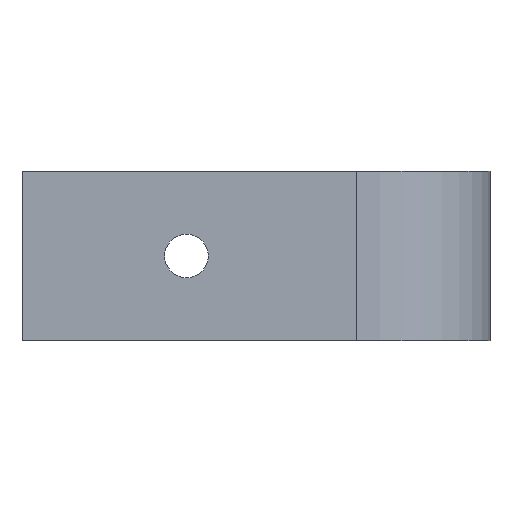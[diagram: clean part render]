
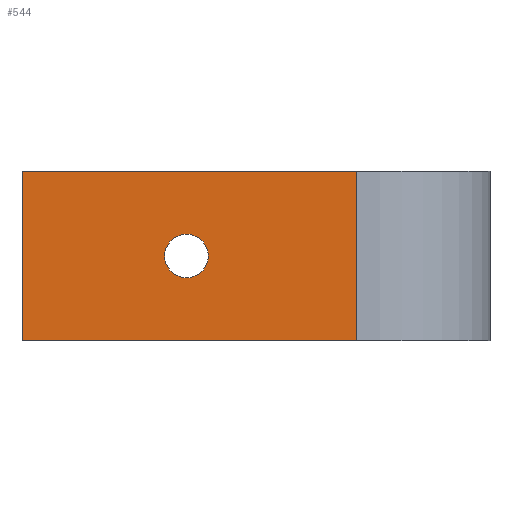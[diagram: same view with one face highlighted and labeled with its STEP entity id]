
A CAD part, left-side view. The second image highlights one B-rep face of the part: STEP entity #544.
In plain terms, the highlighted planar face has unit normal (-1, 0, 0).
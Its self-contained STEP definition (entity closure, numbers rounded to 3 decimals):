
#3 = CARTESIAN_POINT ( 'NONE',  ( 1.35, 0., 12.7 ) ) ;
#14 = VERTEX_POINT ( 'NONE', #447 ) ;
#18 = CARTESIAN_POINT ( 'NONE',  ( 1.35, -25., 12.7 ) ) ;
#28 = ORIENTED_EDGE ( 'NONE', *, *, #173, .F. ) ;
#29 = CARTESIAN_POINT ( 'NONE',  ( 1.35, -12.3, 6.35 ) ) ;
#61 = DIRECTION ( 'NONE',  ( 0., 0., -1. ) ) ;
#70 = DIRECTION ( 'NONE',  ( 0., -1., 0. ) ) ;
#78 = DIRECTION ( 'NONE',  ( 0., 1., 0. ) ) ;
#81 = EDGE_LOOP ( 'NONE', ( #128, #114, #386, #89 ) ) ;
#82 = VECTOR ( 'NONE', #70, 1000. ) ;
#89 = ORIENTED_EDGE ( 'NONE', *, *, #474, .F. ) ;
#90 = FACE_OUTER_BOUND ( 'NONE', #81, .T. ) ;
#114 = ORIENTED_EDGE ( 'NONE', *, *, #449, .T. ) ;
#120 = LINE ( 'NONE', #161, #149 ) ;
#128 = ORIENTED_EDGE ( 'NONE', *, *, #213, .F. ) ;
#146 = EDGE_CURVE ( 'NONE', #262, #14, #200, .T. ) ;
#149 = VECTOR ( 'NONE', #243, 1000. ) ;
#161 = CARTESIAN_POINT ( 'NONE',  ( 1.35, 0., 12.7 ) ) ;
#165 = DIRECTION ( 'NONE',  ( 0., 1., 0. ) ) ;
#166 = AXIS2_PLACEMENT_3D ( 'NONE', #331, #367, #165 ) ;
#169 = DIRECTION ( 'NONE',  ( -1., 0., 0. ) ) ;
#173 = EDGE_CURVE ( 'NONE', #291, #181, #193, .T. ) ;
#175 = VERTEX_POINT ( 'NONE', #540 ) ;
#181 = VERTEX_POINT ( 'NONE', #456 ) ;
#182 = DIRECTION ( 'NONE',  ( 0., 1., 0. ) ) ;
#185 = VECTOR ( 'NONE', #392, 1000. ) ;
#190 = EDGE_CURVE ( 'NONE', #181, #291, #378, .T. ) ;
#193 = CIRCLE ( 'NONE', #166, 1.632 ) ;
#200 = LINE ( 'NONE', #488, #82 ) ;
#213 = EDGE_CURVE ( 'NONE', #175, #227, #120, .T. ) ;
#227 = VERTEX_POINT ( 'NONE', #499 ) ;
#233 = LINE ( 'NONE', #236, #185 ) ;
#236 = CARTESIAN_POINT ( 'NONE',  ( 1.35, 0., 12.7 ) ) ;
#243 = DIRECTION ( 'NONE',  ( 0., -1., 0. ) ) ;
#249 = ORIENTED_EDGE ( 'NONE', *, *, #190, .F. ) ;
#262 = VERTEX_POINT ( 'NONE', #430 ) ;
#291 = VERTEX_POINT ( 'NONE', #300 ) ;
#300 = CARTESIAN_POINT ( 'NONE',  ( 1.35, -12.3, 4.718 ) ) ;
#320 = LINE ( 'NONE', #18, #453 ) ;
#331 = CARTESIAN_POINT ( 'NONE',  ( 1.35, -12.3, 6.35 ) ) ;
#335 = EDGE_LOOP ( 'NONE', ( #249, #28 ) ) ;
#367 = DIRECTION ( 'NONE',  ( -1., 0., 0. ) ) ;
#378 = CIRCLE ( 'NONE', #466, 1.632 ) ;
#386 = ORIENTED_EDGE ( 'NONE', *, *, #146, .T. ) ;
#392 = DIRECTION ( 'NONE',  ( 0., 0., -1. ) ) ;
#398 = AXIS2_PLACEMENT_3D ( 'NONE', #3, #506, #182 ) ;
#423 = PLANE ( 'NONE',  #398 ) ;
#430 = CARTESIAN_POINT ( 'NONE',  ( 1.35, 0., 0. ) ) ;
#447 = CARTESIAN_POINT ( 'NONE',  ( 1.35, -25., 0. ) ) ;
#449 = EDGE_CURVE ( 'NONE', #175, #262, #233, .T. ) ;
#453 = VECTOR ( 'NONE', #61, 1000. ) ;
#456 = CARTESIAN_POINT ( 'NONE',  ( 1.35, -12.3, 7.982 ) ) ;
#466 = AXIS2_PLACEMENT_3D ( 'NONE', #29, #169, #78 ) ;
#474 = EDGE_CURVE ( 'NONE', #227, #14, #320, .T. ) ;
#488 = CARTESIAN_POINT ( 'NONE',  ( 1.35, 0., 0. ) ) ;
#499 = CARTESIAN_POINT ( 'NONE',  ( 1.35, -25., 12.7 ) ) ;
#506 = DIRECTION ( 'NONE',  ( 1., 0., 0. ) ) ;
#515 = FACE_BOUND ( 'NONE', #335, .T. ) ;
#540 = CARTESIAN_POINT ( 'NONE',  ( 1.35, 0., 12.7 ) ) ;
#544 = ADVANCED_FACE ( 'NONE', ( #515, #90 ), #423, .F. ) ;
